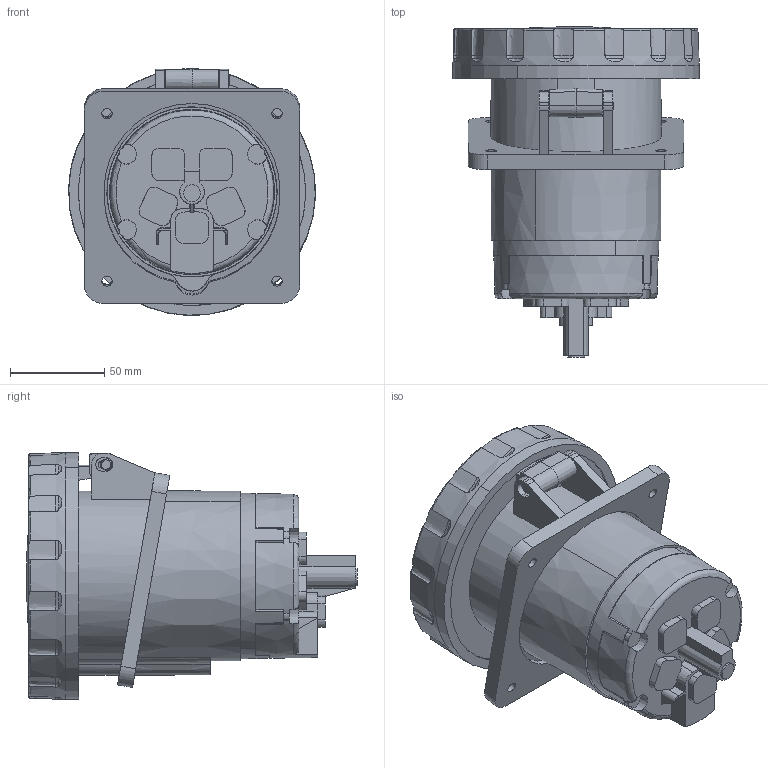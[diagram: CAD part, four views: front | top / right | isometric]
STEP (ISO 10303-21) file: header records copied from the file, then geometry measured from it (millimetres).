
FILE_DESCRIPTION((''),'2;1');
FILE_NAME('GW62262PH_SW0001','2020-07-16T08:59:50',('User'),('Technoprobe spa'),'CREO PARAMETRIC BY PTC INC, 2019471','CREO PARAMETRIC BY PTC INC, 2019471','');
FILE_SCHEMA(('CONFIG_CONTROL_DESIGN'));
Length unit declared in the file: millimetre
Products named in the file (1): GW62262PH_SW0001
Bounding box: 130.74 x 175.14 x 130.75 mm (x, y, z)
Volume: 1136263.4 mm3; surface area: 111454.4 mm2
Topology: 1 solids, 1 shells, 387 faces, 1132 edges, 754 vertices
Faces by surface type: plane 143, cone 70, cylinder 70, bspline 66, torus 26, extrusion 8, sphere 4
Entity records: 17153 total; most frequent: CARTESIAN_POINT 7371, ORIENTED_EDGE 2260, DIRECTION 1770, EDGE_CURVE 1130, VERTEX_POINT 754, AXIS2_PLACEMENT_3D 690, EDGE_LOOP 416, VECTOR 390
